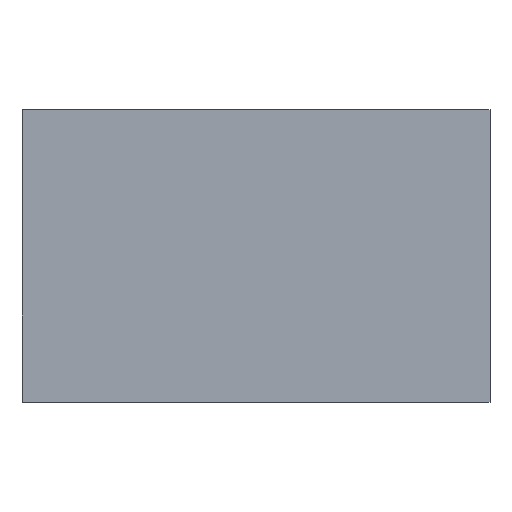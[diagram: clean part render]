
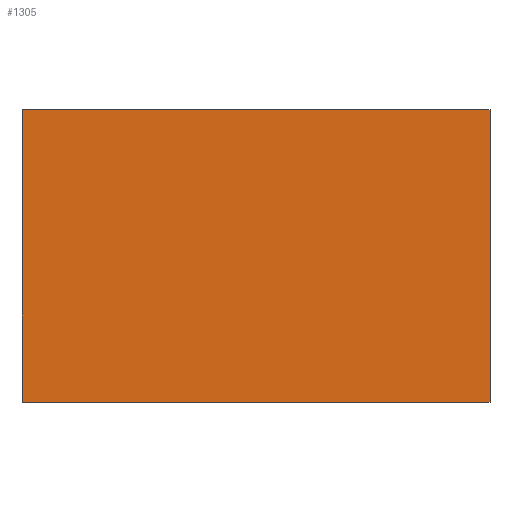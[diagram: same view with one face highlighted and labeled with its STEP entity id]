
A CAD part, top view. The second image highlights one B-rep face of the part: STEP entity #1305.
In plain terms, the highlighted planar face has unit normal (0, 0, 1).
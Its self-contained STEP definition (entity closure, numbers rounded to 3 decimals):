
#120=FACE_OUTER_BOUND('',#188,.T.);
#188=EDGE_LOOP('',(#1139,#1140,#1141,#1142));
#373=LINE('',#2439,#500);
#375=LINE('',#2443,#502);
#378=LINE('',#2448,#505);
#381=LINE('',#2452,#508);
#500=VECTOR('',#1548,10.);
#502=VECTOR('',#1552,10.);
#505=VECTOR('',#1557,10.);
#508=VECTOR('',#1562,10.);
#631=VERTEX_POINT('',#2436);
#632=VERTEX_POINT('',#2438);
#633=VERTEX_POINT('',#2442);
#634=VERTEX_POINT('',#2447);
#815=EDGE_CURVE('',#631,#632,#373,.T.);
#817=EDGE_CURVE('',#632,#633,#375,.T.);
#820=EDGE_CURVE('',#633,#634,#378,.T.);
#823=EDGE_CURVE('',#634,#631,#381,.T.);
#1139=ORIENTED_EDGE('',*,*,#815,.F.);
#1140=ORIENTED_EDGE('',*,*,#823,.F.);
#1141=ORIENTED_EDGE('',*,*,#820,.F.);
#1142=ORIENTED_EDGE('',*,*,#817,.F.);
#1237=PLANE('',#1362);
#1305=ADVANCED_FACE('',(#120),#1237,.T.);
#1362=AXIS2_PLACEMENT_3D('',#2453,#1563,#1564);
#1548=DIRECTION('',(0.,-1.,0.));
#1552=DIRECTION('',(-1.,0.,0.));
#1557=DIRECTION('',(0.,1.,0.));
#1562=DIRECTION('',(1.,0.,0.));
#1563=DIRECTION('center_axis',(0.,0.,1.));
#1564=DIRECTION('ref_axis',(1.,0.,0.));
#2436=CARTESIAN_POINT('',(1.,0.625,0.5));
#2438=CARTESIAN_POINT('',(1.,-0.625,0.5));
#2439=CARTESIAN_POINT('',(1.,0.625,0.5));
#2442=CARTESIAN_POINT('',(-1.,-0.625,0.5));
#2443=CARTESIAN_POINT('',(1.,-0.625,0.5));
#2447=CARTESIAN_POINT('',(-1.,0.625,0.5));
#2448=CARTESIAN_POINT('',(-1.,-0.625,0.5));
#2452=CARTESIAN_POINT('',(-1.,0.625,0.5));
#2453=CARTESIAN_POINT('Origin',(0.,0.,0.5));
